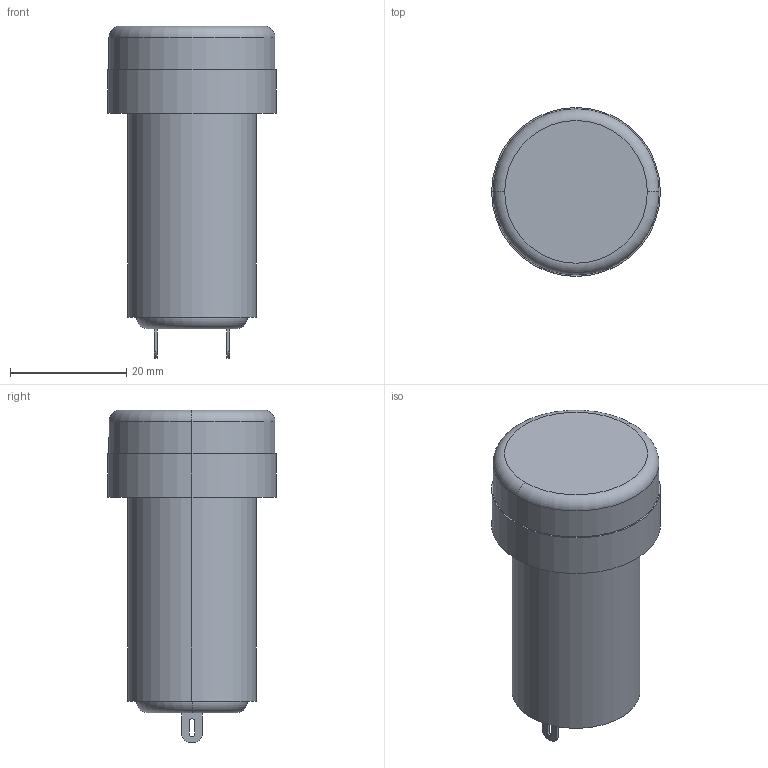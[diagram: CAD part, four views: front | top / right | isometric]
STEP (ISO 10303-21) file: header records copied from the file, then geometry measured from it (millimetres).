
FILE_DESCRIPTION(('CATIA V5 STEP Exchange'),'2;1');
FILE_NAME('12V Led.stp','2021-01-12T18:43:11+00:00',('none'),('none'),'CATIA Version 5 Release 19 GA (IN-10)','CATIA V5 STEP AP203','none');
FILE_SCHEMA(('CONFIG_CONTROL_DESIGN'));
Length unit declared in the file: millimetre
Products named in the file (1): Part1
Bounding box: 29 x 29 x 57 mm (x, y, z)
Volume: 8830 mm3; surface area: 9079.3 mm2
Topology: 1 solids, 2 shells, 47 faces, 106 edges, 70 vertices
Faces by surface type: plane 23, cylinder 20, torus 4
Entity records: 1295 total; most frequent: CARTESIAN_POINT 263, ORIENTED_EDGE 212, DIRECTION 162, EDGE_CURVE 106, AXIS2_PLACEMENT_3D 77, VERTEX_POINT 70, EDGE_LOOP 58, VECTOR 56
